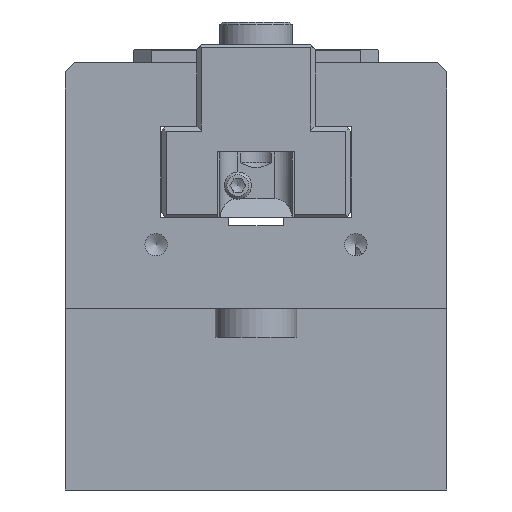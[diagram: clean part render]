
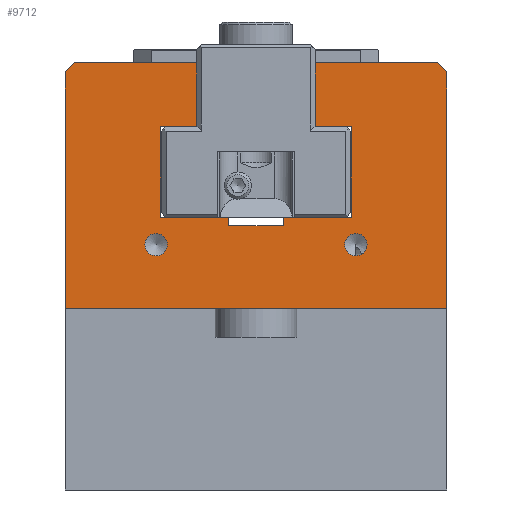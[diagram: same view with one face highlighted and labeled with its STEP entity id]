
A CAD part, left-side view. The second image highlights one B-rep face of the part: STEP entity #9712.
In plain terms, the highlighted planar face has unit normal (-1, 0, 0).
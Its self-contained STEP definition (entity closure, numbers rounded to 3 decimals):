
#549=FACE_BOUND('',#1859,.T.);
#550=FACE_BOUND('',#1860,.T.);
#722=PLANE('',#10857);
#1266=FACE_OUTER_BOUND('',#1858,.T.);
#1858=EDGE_LOOP('',(#8193,#8194,#8195,#8196,#8197,#8198,#8199,#8200,#8201,
#8202,#8203,#8204,#8205,#8206,#8207,#8208,#8209,#8210));
#1859=EDGE_LOOP('',(#8211,#8212));
#1860=EDGE_LOOP('',(#8213,#8214));
#2239=LINE('',#14692,#3027);
#2285=LINE('',#15166,#3073);
#2305=LINE('',#15214,#3093);
#2313=LINE('',#15227,#3101);
#2386=LINE('',#15812,#3174);
#2403=LINE('',#15865,#3191);
#2407=LINE('',#15872,#3195);
#2414=LINE('',#15900,#3202);
#2419=LINE('',#15913,#3207);
#2494=LINE('',#16543,#3282);
#2496=LINE('',#16547,#3284);
#2498=LINE('',#16551,#3286);
#2501=LINE('',#16557,#3289);
#2503=LINE('',#16561,#3291);
#2505=LINE('',#16564,#3293);
#2506=LINE('',#16566,#3294);
#2507=LINE('',#16568,#3295);
#2508=LINE('',#16570,#3296);
#3027=VECTOR('',#11770,10.);
#3073=VECTOR('',#12088,10.);
#3093=VECTOR('',#12120,10.);
#3101=VECTOR('',#12130,10.);
#3174=VECTOR('',#12355,10.);
#3191=VECTOR('',#12404,10.);
#3195=VECTOR('',#12410,10.);
#3202=VECTOR('',#12443,10.);
#3207=VECTOR('',#12458,10.);
#3282=VECTOR('',#12831,10.);
#3284=VECTOR('',#12835,10.);
#3286=VECTOR('',#12839,10.);
#3289=VECTOR('',#12844,10.);
#3291=VECTOR('',#12848,10.);
#3293=VECTOR('',#12852,10.);
#3294=VECTOR('',#12855,10.);
#3295=VECTOR('',#12858,10.);
#3296=VECTOR('',#12861,10.);
#3820=CIRCLE('',#10519,1.23);
#3821=CIRCLE('',#10520,1.23);
#3878=CIRCLE('',#10605,1.23);
#3879=CIRCLE('',#10606,1.23);
#4309=VERTEX_POINT('',#14670);
#4319=VERTEX_POINT('',#14690);
#4388=VERTEX_POINT('',#14968);
#4389=VERTEX_POINT('',#14969);
#4445=VERTEX_POINT('',#15165);
#4466=VERTEX_POINT('',#15211);
#4467=VERTEX_POINT('',#15213);
#4471=VERTEX_POINT('',#15226);
#4511=VERTEX_POINT('',#15363);
#4512=VERTEX_POINT('',#15364);
#4586=VERTEX_POINT('',#15810);
#4587=VERTEX_POINT('',#15811);
#4606=VERTEX_POINT('',#15863);
#4607=VERTEX_POINT('',#15864);
#4617=VERTEX_POINT('',#15899);
#4620=VERTEX_POINT('',#15911);
#4722=VERTEX_POINT('',#16542);
#4723=VERTEX_POINT('',#16546);
#4724=VERTEX_POINT('',#16550);
#4725=VERTEX_POINT('',#16554);
#4726=VERTEX_POINT('',#16556);
#4727=VERTEX_POINT('',#16560);
#5388=EDGE_CURVE('',#4319,#4309,#2239,.T.);
#5472=EDGE_CURVE('',#4388,#4389,#3820,.T.);
#5473=EDGE_CURVE('',#4389,#4388,#3821,.T.);
#5542=EDGE_CURVE('',#4309,#4445,#2285,.T.);
#5566=EDGE_CURVE('',#4466,#4467,#2305,.T.);
#5574=EDGE_CURVE('',#4467,#4471,#2313,.T.);
#5620=EDGE_CURVE('',#4511,#4512,#3878,.T.);
#5621=EDGE_CURVE('',#4512,#4511,#3879,.T.);
#5731=EDGE_CURVE('',#4586,#4587,#2386,.T.);
#5757=EDGE_CURVE('',#4606,#4607,#2403,.T.);
#5761=EDGE_CURVE('',#4607,#4586,#2407,.T.);
#5776=EDGE_CURVE('',#4617,#4606,#2414,.T.);
#5785=EDGE_CURVE('',#4587,#4620,#2419,.T.);
#5939=EDGE_CURVE('',#4722,#4617,#2494,.T.);
#5941=EDGE_CURVE('',#4723,#4722,#2496,.T.);
#5943=EDGE_CURVE('',#4724,#4723,#2498,.T.);
#5946=EDGE_CURVE('',#4726,#4725,#2501,.T.);
#5948=EDGE_CURVE('',#4727,#4726,#2503,.T.);
#5950=EDGE_CURVE('',#4620,#4727,#2505,.T.);
#5951=EDGE_CURVE('',#4445,#4725,#2506,.T.);
#5952=EDGE_CURVE('',#4724,#4466,#2507,.T.);
#5953=EDGE_CURVE('',#4319,#4471,#2508,.T.);
#8193=ORIENTED_EDGE('',*,*,#5542,.F.);
#8194=ORIENTED_EDGE('',*,*,#5388,.F.);
#8195=ORIENTED_EDGE('',*,*,#5953,.T.);
#8196=ORIENTED_EDGE('',*,*,#5574,.F.);
#8197=ORIENTED_EDGE('',*,*,#5566,.F.);
#8198=ORIENTED_EDGE('',*,*,#5952,.F.);
#8199=ORIENTED_EDGE('',*,*,#5943,.T.);
#8200=ORIENTED_EDGE('',*,*,#5941,.T.);
#8201=ORIENTED_EDGE('',*,*,#5939,.T.);
#8202=ORIENTED_EDGE('',*,*,#5776,.T.);
#8203=ORIENTED_EDGE('',*,*,#5757,.T.);
#8204=ORIENTED_EDGE('',*,*,#5761,.T.);
#8205=ORIENTED_EDGE('',*,*,#5731,.T.);
#8206=ORIENTED_EDGE('',*,*,#5785,.T.);
#8207=ORIENTED_EDGE('',*,*,#5950,.T.);
#8208=ORIENTED_EDGE('',*,*,#5948,.T.);
#8209=ORIENTED_EDGE('',*,*,#5946,.T.);
#8210=ORIENTED_EDGE('',*,*,#5951,.F.);
#8211=ORIENTED_EDGE('',*,*,#5472,.T.);
#8212=ORIENTED_EDGE('',*,*,#5473,.T.);
#8213=ORIENTED_EDGE('',*,*,#5620,.T.);
#8214=ORIENTED_EDGE('',*,*,#5621,.T.);
#9712=ADVANCED_FACE('',(#1266,#549,#550),#722,.T.);
#10519=AXIS2_PLACEMENT_3D('',#14970,#11938,#11939);
#10520=AXIS2_PLACEMENT_3D('',#14971,#11940,#11941);
#10605=AXIS2_PLACEMENT_3D('',#15365,#12178,#12179);
#10606=AXIS2_PLACEMENT_3D('',#15366,#12180,#12181);
#10857=AXIS2_PLACEMENT_3D('',#16569,#12859,#12860);
#11770=DIRECTION('',(0.,0.,1.));
#11938=DIRECTION('center_axis',(1.,0.,0.));
#11939=DIRECTION('ref_axis',(0.,0.,-1.));
#11940=DIRECTION('center_axis',(1.,0.,0.));
#11941=DIRECTION('ref_axis',(0.,0.,-1.));
#12088=DIRECTION('',(0.,-0.707,0.707));
#12120=DIRECTION('',(0.,-0.707,-0.707));
#12130=DIRECTION('',(0.,0.,-1.));
#12178=DIRECTION('center_axis',(1.,0.,0.));
#12179=DIRECTION('ref_axis',(0.,0.,-1.));
#12180=DIRECTION('center_axis',(1.,0.,0.));
#12181=DIRECTION('ref_axis',(0.,0.,-1.));
#12355=DIRECTION('',(0.,0.,1.));
#12404=DIRECTION('',(0.,0.,-1.));
#12410=DIRECTION('',(0.,1.,0.));
#12443=DIRECTION('',(0.,1.,0.));
#12458=DIRECTION('',(0.,1.,0.));
#12831=DIRECTION('',(0.,0.,-1.));
#12835=DIRECTION('',(0.,-1.,0.));
#12839=DIRECTION('',(0.,0.,-1.));
#12844=DIRECTION('',(0.,0.,1.));
#12848=DIRECTION('',(0.,-1.,0.));
#12852=DIRECTION('',(0.,0.,1.));
#12855=DIRECTION('',(0.,-1.,0.));
#12858=DIRECTION('',(0.,-1.,0.));
#12859=DIRECTION('center_axis',(-1.,0.,0.));
#12860=DIRECTION('ref_axis',(0.,-1.,0.));
#12861=DIRECTION('',(0.,-1.,0.));
#14670=CARTESIAN_POINT('',(-48.,21.,22.5));
#14690=CARTESIAN_POINT('',(-48.,21.,-3.5));
#14692=CARTESIAN_POINT('',(-48.,21.,0.));
#14968=CARTESIAN_POINT('',(-48.,-11.,2.271));
#14969=CARTESIAN_POINT('',(-48.,-11.,4.73));
#14970=CARTESIAN_POINT('Origin',(-48.,-11.,3.5));
#14971=CARTESIAN_POINT('Origin',(-48.,-11.,3.5));
#15165=CARTESIAN_POINT('',(-48.,20.,23.5));
#15166=CARTESIAN_POINT('',(-48.,26.375,17.125));
#15211=CARTESIAN_POINT('',(-48.,-20.,23.5));
#15213=CARTESIAN_POINT('',(-48.,-21.,22.5));
#15214=CARTESIAN_POINT('',(-48.,-15.875,27.625));
#15226=CARTESIAN_POINT('',(-48.,-21.,-3.5));
#15227=CARTESIAN_POINT('',(-48.,-21.,0.));
#15363=CARTESIAN_POINT('',(-48.,11.,2.271));
#15364=CARTESIAN_POINT('',(-48.,11.,4.73));
#15365=CARTESIAN_POINT('Origin',(-48.,11.,3.5));
#15366=CARTESIAN_POINT('Origin',(-48.,11.,3.5));
#15810=CARTESIAN_POINT('',(-48.,3.,5.6));
#15811=CARTESIAN_POINT('',(-48.,3.,6.5));
#15812=CARTESIAN_POINT('',(-48.,3.,3.25));
#15863=CARTESIAN_POINT('',(-48.,-3.,6.5));
#15864=CARTESIAN_POINT('',(-48.,-3.,5.6));
#15865=CARTESIAN_POINT('',(-48.,-3.,3.25));
#15872=CARTESIAN_POINT('',(-48.,10.5,5.6));
#15899=CARTESIAN_POINT('',(-48.,-10.5,6.5));
#15900=CARTESIAN_POINT('',(-48.,5.25,6.5));
#15911=CARTESIAN_POINT('',(-48.,10.5,6.5));
#15913=CARTESIAN_POINT('',(-48.,5.25,6.5));
#16542=CARTESIAN_POINT('',(-48.,-10.5,16.5));
#16543=CARTESIAN_POINT('',(-48.,-10.5,8.25));
#16546=CARTESIAN_POINT('',(-48.,-6.5,16.5));
#16547=CARTESIAN_POINT('',(-48.,7.25,16.5));
#16550=CARTESIAN_POINT('',(-48.,-6.5,23.5));
#16551=CARTESIAN_POINT('',(-48.,-6.5,11.75));
#16554=CARTESIAN_POINT('',(-48.,6.5,23.5));
#16556=CARTESIAN_POINT('',(-48.,6.5,16.5));
#16557=CARTESIAN_POINT('',(-48.,6.5,8.25));
#16560=CARTESIAN_POINT('',(-48.,10.5,16.5));
#16561=CARTESIAN_POINT('',(-48.,15.75,16.5));
#16564=CARTESIAN_POINT('',(-48.,10.5,3.25));
#16566=CARTESIAN_POINT('',(-48.,21.,23.5));
#16568=CARTESIAN_POINT('',(-48.,21.,23.5));
#16569=CARTESIAN_POINT('Origin',(-48.,21.,0.));
#16570=CARTESIAN_POINT('',(-48.,0.,-3.5));
